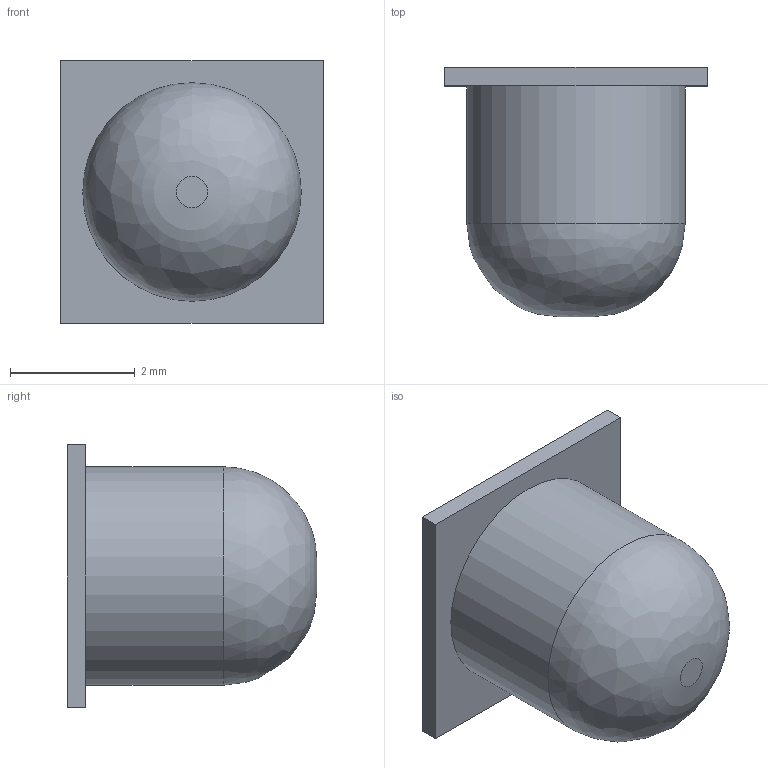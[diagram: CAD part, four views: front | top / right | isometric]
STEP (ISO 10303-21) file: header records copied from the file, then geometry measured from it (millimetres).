
FILE_DESCRIPTION(/* description */ (''),/* implementation_level */ '2;1');
FILE_NAME(/* name */ 'button.step',/* time_stamp */ '2024-08-14T21:52:31+08:00',/* author */ (''),/* organization */ (''),/* preprocessor_version */ 'ST-DEVELOPER v20',/* originating_system */ 'Autodesk Translation Framework v13.14.0.145',/* authorisation */ '');
FILE_SCHEMA (('AUTOMOTIVE_DESIGN { 1 0 10303 214 3 1 1 }'));
Length unit declared in the file: millimetre
Products named in the file (1): Wand
Bounding box: 4.2 x 4 x 4.2 mm (x, y, z)
Volume: 31.3 mm3; surface area: 82.6 mm2
Topology: 1 solids, 1 shells, 22 faces, 54 edges, 36 vertices
Faces by surface type: plane 12, bspline 9, cylinder 1
Full cylindrical faces by diameter (mm): 3.5 x1
Entity records: 745 total; most frequent: CARTESIAN_POINT 245, ORIENTED_EDGE 108, DIRECTION 75, EDGE_CURVE 54, LINE 37, VECTOR 37, VERTEX_POINT 36, EDGE_LOOP 24
